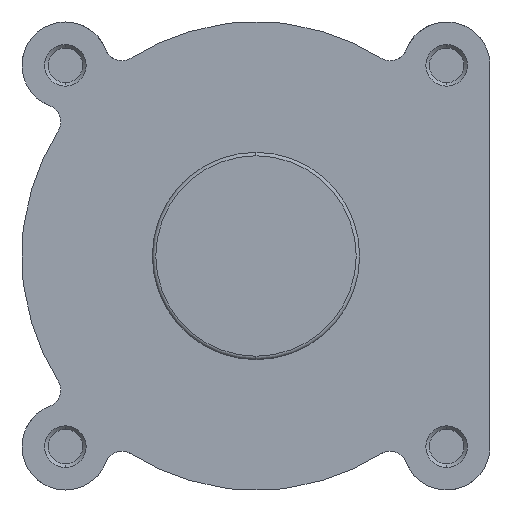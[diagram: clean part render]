
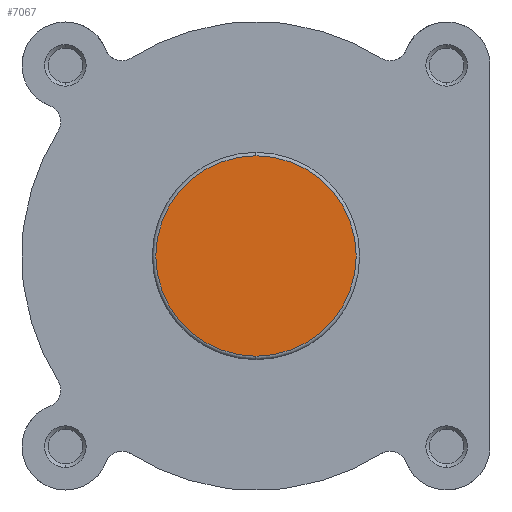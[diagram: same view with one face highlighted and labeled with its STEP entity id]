
A CAD part, left-side view. The second image highlights one B-rep face of the part: STEP entity #7067.
In plain terms, the highlighted planar face has unit normal (-1, 0, 0).
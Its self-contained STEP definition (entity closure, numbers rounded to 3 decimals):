
#163 = CARTESIAN_POINT ( 'NONE',  ( 0., 29.9, 0. ) ) ;
#164 = PLANE ( 'NONE',  #3491 ) ;
#166 = DIRECTION ( 'NONE',  ( 1., 0., 0. ) ) ;
#167 = DIRECTION ( 'NONE',  ( 0., 0., -1. ) ) ;
#1647 = VERTEX_POINT ( 'NONE', #2034 ) ;
#1659 = VERTEX_POINT ( 'NONE', #2046 ) ;
#2034 = CARTESIAN_POINT ( 'NONE',  ( 0., 0., 28.9 ) ) ;
#2046 = CARTESIAN_POINT ( 'NONE',  ( 0., 0., -28.9 ) ) ;
#2902 = EDGE_CURVE ( 'NONE', #1659, #1647, #5086, .T. ) ;
#3081 = EDGE_CURVE ( 'NONE', #1647, #1659, #5354, .T. ) ;
#3309 = AXIS2_PLACEMENT_3D ( 'NONE', #6226, #6227, #6228 ) ;
#3400 = AXIS2_PLACEMENT_3D ( 'NONE', #6667, #6673, #6674 ) ;
#3491 = AXIS2_PLACEMENT_3D ( 'NONE', #163, #166, #167 ) ;
#3813 = EDGE_LOOP ( 'NONE', ( #4046, #4033 ) ) ;
#4033 = ORIENTED_EDGE ( 'NONE', *, *, #3081, .T. ) ;
#4046 = ORIENTED_EDGE ( 'NONE', *, *, #2902, .T. ) ;
#5086 = CIRCLE ( 'NONE', #3309, 28.9 ) ;
#5354 = CIRCLE ( 'NONE', #3400, 28.9 ) ;
#5569 = FACE_OUTER_BOUND ( 'NONE', #3813, .T. ) ;
#6226 = CARTESIAN_POINT ( 'NONE',  ( 0., 0., 0. ) ) ;
#6227 = DIRECTION ( 'NONE',  ( -1., 0., 0. ) ) ;
#6228 = DIRECTION ( 'NONE',  ( 0., 0., -1. ) ) ;
#6667 = CARTESIAN_POINT ( 'NONE',  ( 0., 0., 0. ) ) ;
#6673 = DIRECTION ( 'NONE',  ( -1., 0., 0. ) ) ;
#6674 = DIRECTION ( 'NONE',  ( 0., 0., -1. ) ) ;
#7067 = ADVANCED_FACE ( 'NONE', ( #5569 ), #164, .F. ) ;
